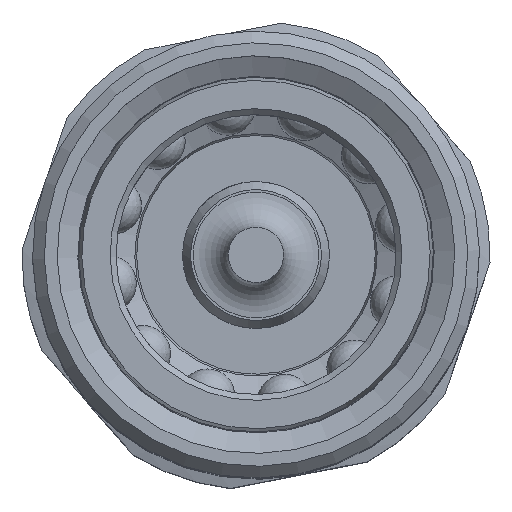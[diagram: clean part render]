
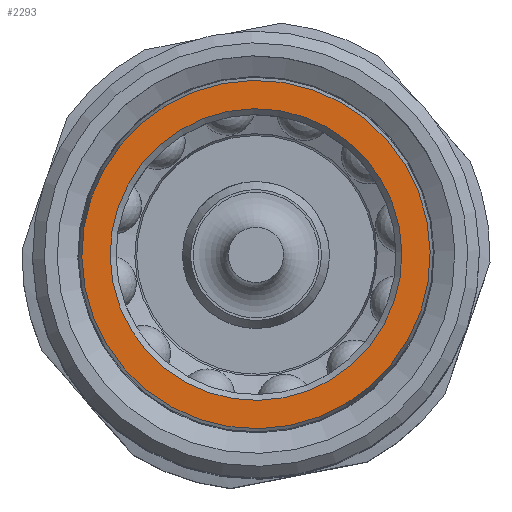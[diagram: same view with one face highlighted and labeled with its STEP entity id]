
A CAD part, top view. The second image highlights one B-rep face of the part: STEP entity #2293.
In plain terms, the highlighted planar face has unit normal (0, 0, 1).
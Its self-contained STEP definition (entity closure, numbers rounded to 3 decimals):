
#1546=CARTESIAN_POINT('',(-11.73,4.022,98.5));
#1547=VERTEX_POINT('',#1546);
#1548=CARTESIAN_POINT('',(0.,0.,98.5));
#1549=DIRECTION('',(0.,0.,1.0));
#1550=DIRECTION('',(0.946,-0.324,0.));
#1551=AXIS2_PLACEMENT_3D('',#1548,#1549,#1550);
#1552=CIRCLE('',#1551,12.4);
#1553=EDGE_CURVE('',#1547,#1547,#1552,.T.);
#2274=CARTESIAN_POINT('',(-12.758,4.374,98.5));
#2275=DIRECTION('',(0.0,0.0,1.0));
#2276=DIRECTION('',(-0.946,0.324,0.0));
#2277=AXIS2_PLACEMENT_3D('',#2274,#2275,#2276);
#2278=PLANE('',#2277);
#2279=CARTESIAN_POINT('',(-14.007,4.802,98.5));
#2280=VERTEX_POINT('',#2279);
#2281=CARTESIAN_POINT('',(0.,0.,98.5));
#2282=DIRECTION('',(0.,0.,-1.0));
#2283=DIRECTION('',(0.946,-0.324,0.));
#2284=AXIS2_PLACEMENT_3D('',#2281,#2282,#2283);
#2285=CIRCLE('',#2284,14.807);
#2286=EDGE_CURVE('',#2280,#2280,#2285,.T.);
#2287=ORIENTED_EDGE('',*,*,#2286,.F.);
#2288=EDGE_LOOP('',(#2287));
#2289=FACE_OUTER_BOUND('',#2288,.T.);
#2290=ORIENTED_EDGE('',*,*,#1553,.F.);
#2291=EDGE_LOOP('',(#2290));
#2292=FACE_BOUND('',#2291,.T.);
#2293=ADVANCED_FACE('',(#2289,#2292),#2278,.T.);
